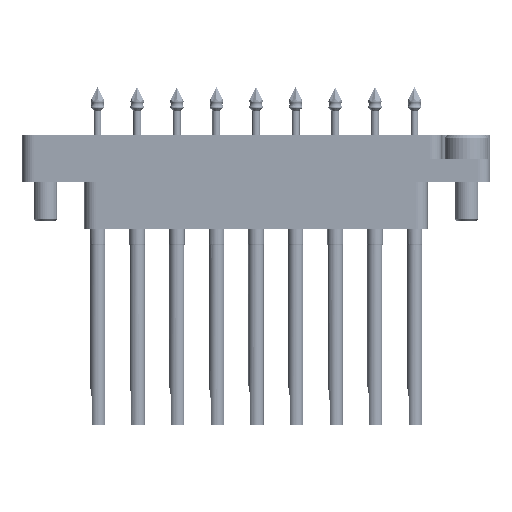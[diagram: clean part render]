
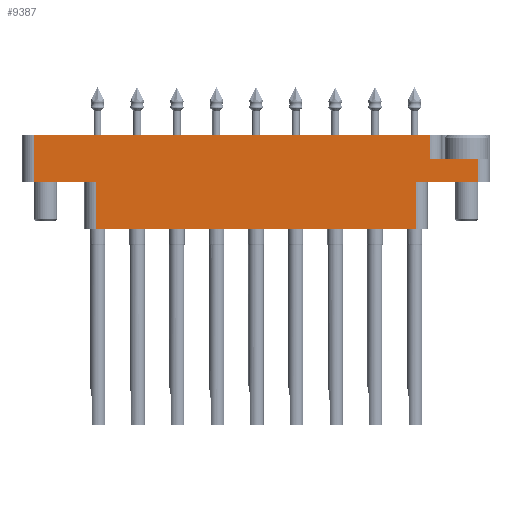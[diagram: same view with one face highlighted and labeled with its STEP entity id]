
A CAD part, left-side view. The second image highlights one B-rep face of the part: STEP entity #9387.
In plain terms, the highlighted planar face has unit normal (-1, 0, 0).
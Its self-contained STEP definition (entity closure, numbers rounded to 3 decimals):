
#1015 = VECTOR ( 'NONE', #16911, 1000. ) ;
#1038 = DIRECTION ( 'NONE',  ( -1., 0., 0. ) ) ;
#1193 = VERTEX_POINT ( 'NONE', #21801 ) ;
#1248 = LINE ( 'NONE', #14631, #15069 ) ;
#1541 = VERTEX_POINT ( 'NONE', #20541 ) ;
#1556 = CARTESIAN_POINT ( 'NONE',  ( -14.35, 28.5, -6. ) ) ;
#2346 = LINE ( 'NONE', #7479, #13334 ) ;
#2613 = CARTESIAN_POINT ( 'NONE',  ( -14.35, 30., -6. ) ) ;
#2824 = LINE ( 'NONE', #6084, #8174 ) ;
#2970 = VERTEX_POINT ( 'NONE', #8883 ) ;
#3115 = VERTEX_POINT ( 'NONE', #11098 ) ;
#3223 = VECTOR ( 'NONE', #6591, 1000. ) ;
#3440 = CARTESIAN_POINT ( 'NONE',  ( -14.35, 28.5, -6. ) ) ;
#3633 = ORIENTED_EDGE ( 'NONE', *, *, #19022, .T. ) ;
#4271 = VERTEX_POINT ( 'NONE', #10606 ) ;
#4309 = DIRECTION ( 'NONE',  ( 0., -1., 0. ) ) ;
#4799 = LINE ( 'NONE', #11598, #3223 ) ;
#4875 = EDGE_CURVE ( 'NONE', #14061, #13298, #16161, .T. ) ;
#5026 = ORIENTED_EDGE ( 'NONE', *, *, #11035, .T. ) ;
#5098 = CARTESIAN_POINT ( 'NONE',  ( -14.35, 30., -6. ) ) ;
#5748 = VECTOR ( 'NONE', #22013, 1000. ) ;
#5926 = VERTEX_POINT ( 'NONE', #10882 ) ;
#6084 = CARTESIAN_POINT ( 'NONE',  ( -14.35, -22.25, 0. ) ) ;
#6098 = CARTESIAN_POINT ( 'NONE',  ( -14.35, 30., -6. ) ) ;
#6224 = ORIENTED_EDGE ( 'NONE', *, *, #12619, .F. ) ;
#6490 = ORIENTED_EDGE ( 'NONE', *, *, #8541, .F. ) ;
#6591 = DIRECTION ( 'NONE',  ( 0., 0., -1. ) ) ;
#7123 = ORIENTED_EDGE ( 'NONE', *, *, #4875, .T. ) ;
#7479 = CARTESIAN_POINT ( 'NONE',  ( -14.35, 22., -12. ) ) ;
#7481 = DIRECTION ( 'NONE',  ( 0., -1., 0. ) ) ;
#8174 = VECTOR ( 'NONE', #18016, 1000. ) ;
#8215 = EDGE_CURVE ( 'NONE', #5926, #4271, #17128, .T. ) ;
#8541 = EDGE_CURVE ( 'NONE', #3115, #1541, #19546, .T. ) ;
#8883 = CARTESIAN_POINT ( 'NONE',  ( -14.35, 28.5, 0. ) ) ;
#9363 = EDGE_CURVE ( 'NONE', #3115, #9565, #2824, .T. ) ;
#9387 = ADVANCED_FACE ( 'NONE', ( #21710 ), #17910, .T. ) ;
#9565 = VERTEX_POINT ( 'NONE', #17110 ) ;
#10196 = CARTESIAN_POINT ( 'NONE',  ( -14.35, -20.5, -6. ) ) ;
#10426 = EDGE_LOOP ( 'NONE', ( #6490, #13773, #6224, #5026, #7123, #17275, #11835, #12983, #20436, #3633 ) ) ;
#10606 = CARTESIAN_POINT ( 'NONE',  ( -14.35, -20.5, -6. ) ) ;
#10882 = CARTESIAN_POINT ( 'NONE',  ( -14.35, -20.5, -12. ) ) ;
#11014 = EDGE_CURVE ( 'NONE', #13298, #1193, #4799, .T. ) ;
#11035 = EDGE_CURVE ( 'NONE', #2970, #14061, #18530, .T. ) ;
#11098 = CARTESIAN_POINT ( 'NONE',  ( -14.35, -22.25, -3. ) ) ;
#11321 = CARTESIAN_POINT ( 'NONE',  ( -14.35, 30., 0. ) ) ;
#11598 = CARTESIAN_POINT ( 'NONE',  ( -14.35, 20.5, -12. ) ) ;
#11779 = DIRECTION ( 'NONE',  ( 0., -1., 0. ) ) ;
#11835 = ORIENTED_EDGE ( 'NONE', *, *, #12090, .F. ) ;
#11898 = VERTEX_POINT ( 'NONE', #14615 ) ;
#12090 = EDGE_CURVE ( 'NONE', #5926, #1193, #2346, .T. ) ;
#12431 = VECTOR ( 'NONE', #7481, 1000. ) ;
#12608 = DIRECTION ( 'NONE',  ( 0., 1., 0. ) ) ;
#12619 = EDGE_CURVE ( 'NONE', #2970, #9565, #18249, .T. ) ;
#12983 = ORIENTED_EDGE ( 'NONE', *, *, #8215, .T. ) ;
#13205 = VECTOR ( 'NONE', #11779, 1000. ) ;
#13298 = VERTEX_POINT ( 'NONE', #17937 ) ;
#13334 = VECTOR ( 'NONE', #12608, 1000. ) ;
#13773 = ORIENTED_EDGE ( 'NONE', *, *, #9363, .T. ) ;
#14061 = VERTEX_POINT ( 'NONE', #3440 ) ;
#14615 = CARTESIAN_POINT ( 'NONE',  ( -14.35, -28.5, -6. ) ) ;
#14631 = CARTESIAN_POINT ( 'NONE',  ( -14.35, -28.5, -6. ) ) ;
#14727 = VECTOR ( 'NONE', #4309, 1000. ) ;
#14770 = LINE ( 'NONE', #6098, #14727 ) ;
#15069 = VECTOR ( 'NONE', #16545, 1000. ) ;
#16161 = LINE ( 'NONE', #5098, #13205 ) ;
#16545 = DIRECTION ( 'NONE',  ( 0., 0., 1. ) ) ;
#16552 = DIRECTION ( 'NONE',  ( 0., -1., 0. ) ) ;
#16911 = DIRECTION ( 'NONE',  ( 0., 0., 1. ) ) ;
#17110 = CARTESIAN_POINT ( 'NONE',  ( -14.35, -22.25, 0. ) ) ;
#17128 = LINE ( 'NONE', #10196, #1015 ) ;
#17275 = ORIENTED_EDGE ( 'NONE', *, *, #11014, .T. ) ;
#17453 = AXIS2_PLACEMENT_3D ( 'NONE', #2613, #1038, #16552 ) ;
#17856 = CARTESIAN_POINT ( 'NONE',  ( -14.35, -30., -3. ) ) ;
#17910 = PLANE ( 'NONE',  #17453 ) ;
#17937 = CARTESIAN_POINT ( 'NONE',  ( -14.35, 20.5, -6. ) ) ;
#18016 = DIRECTION ( 'NONE',  ( 0., 0., 1. ) ) ;
#18249 = LINE ( 'NONE', #11321, #20494 ) ;
#18530 = LINE ( 'NONE', #1556, #5748 ) ;
#19022 = EDGE_CURVE ( 'NONE', #11898, #1541, #1248, .T. ) ;
#19546 = LINE ( 'NONE', #17856, #12431 ) ;
#19825 = DIRECTION ( 'NONE',  ( 0., -1., 0. ) ) ;
#20087 = EDGE_CURVE ( 'NONE', #4271, #11898, #14770, .T. ) ;
#20436 = ORIENTED_EDGE ( 'NONE', *, *, #20087, .T. ) ;
#20494 = VECTOR ( 'NONE', #19825, 1000. ) ;
#20541 = CARTESIAN_POINT ( 'NONE',  ( -14.35, -28.5, -3. ) ) ;
#21710 = FACE_OUTER_BOUND ( 'NONE', #10426, .T. ) ;
#21801 = CARTESIAN_POINT ( 'NONE',  ( -14.35, 20.5, -12. ) ) ;
#22013 = DIRECTION ( 'NONE',  ( 0., 0., -1. ) ) ;
